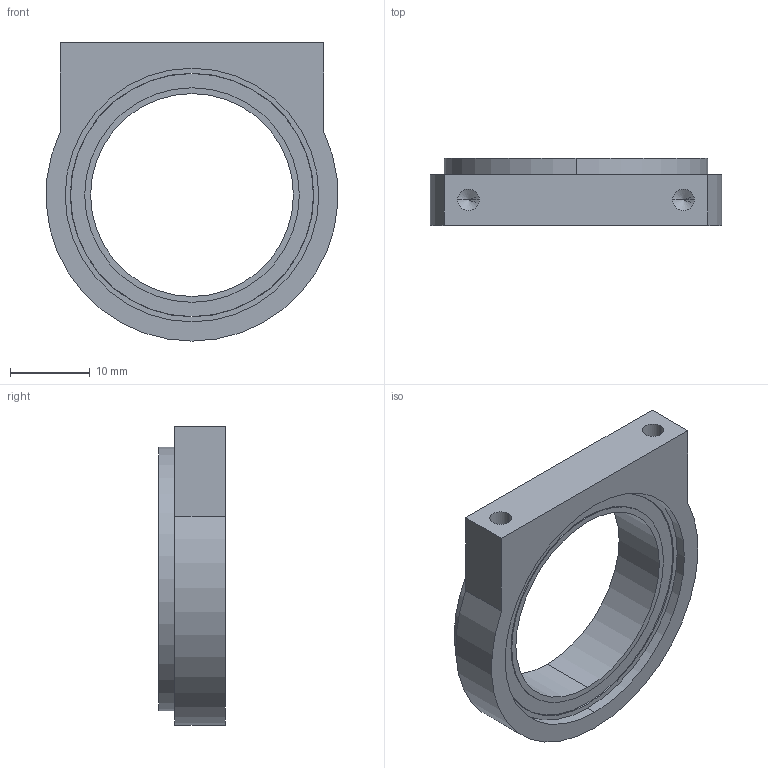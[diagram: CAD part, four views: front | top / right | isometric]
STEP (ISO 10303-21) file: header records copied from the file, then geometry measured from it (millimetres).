
FILE_DESCRIPTION (( 'STEP AP203' ), '1' );
FILE_NAME ('ROB-12267.STEP', '2014-12-06T02:58:14', ( '' ), ( '' ), 'SwSTEP 2.0', 'SolidWorks 2014', '' );
FILE_SCHEMA (( 'CONFIG_CONTROL_DESIGN' ));
Length unit declared in the file: inch
Products named in the file (1): ROB-12267
Bounding box: 36.51 x 8.38 x 37.34 mm (x, y, z)
Volume: 4444.4 mm3; surface area: 4520 mm2
Topology: 2 solids, 2 shells, 35 faces, 77 edges, 48 vertices
Faces by surface type: cylinder 20, plane 11, cone 4
Entity records: 1036 total; most frequent: DIRECTION 185, CARTESIAN_POINT 157, ORIENTED_EDGE 146, AXIS2_PLACEMENT_3D 76, EDGE_CURVE 73, VERTEX_POINT 48, EDGE_LOOP 45, CIRCLE 40
